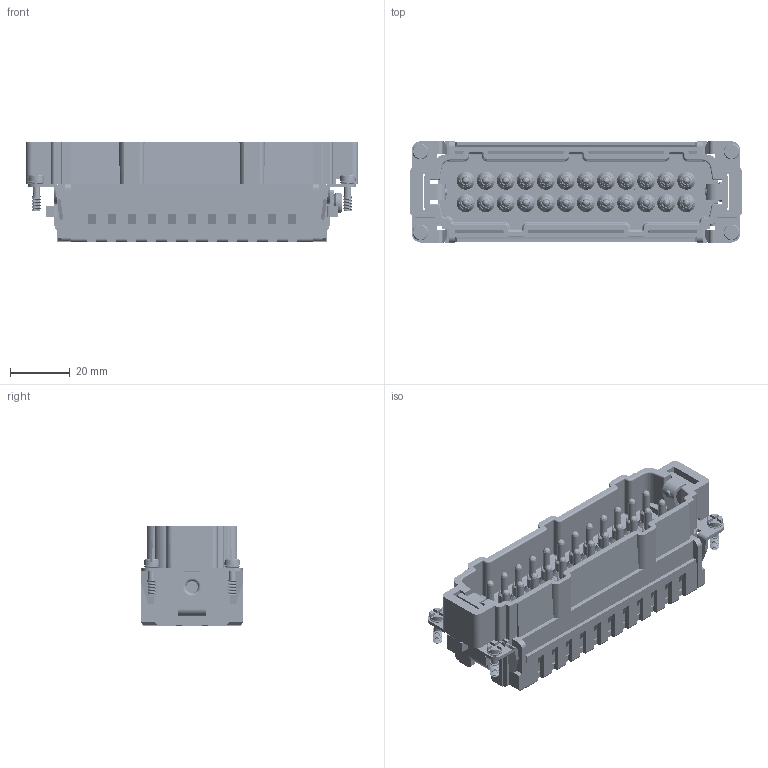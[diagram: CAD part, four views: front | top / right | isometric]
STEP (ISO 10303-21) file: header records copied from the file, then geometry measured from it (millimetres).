
FILE_DESCRIPTION(/* description */ (''),/* implementation_level */ '2;1');
FILE_NAME(/* name */ 'HE-024-MS.stp',/* time_stamp */ '2023-02-09T00:46:57+08:00',/* author */ (''),/* organization */ (''),/* preprocessor_version */ 'ST-DEVELOPER v16',/* originating_system */ 'SIEMENS PLM Software NX 10.0',/* authorisation */ '');
FILE_SCHEMA (('AP203_CONFIGURATION_CONTROLLED_3D_DESIGN_OF_MECHANICAL_PARTS_AND_ASSEMBLIES_MIM_LF { 1 0 10303 403 2 1 2}'));
Products named in the file (1): Admi0A2C26ACrppp
Bounding box: 110.9 x 34 x 33.35 mm (x, y, z)
Surface area: 71256.7 mm2 (no closed solid volume)
Topology: 0 solids, 1 shells, 6859 faces, 22007 edges, 14372 vertices
Faces by surface type: plane 4344, cylinder 1912, cone 249, bspline 234, sphere 60, torus 56, revolution 4
Full cylindrical faces by diameter (mm): 2 x10, 2.4 x4, 2.6 x24, 3 x4, 4 x2, 5 x2, 5.3 x4, 7 x1
Entity records: 263759 total; most frequent: CARTESIAN_POINT 68251, ORIENTED_EDGE 43584, DIRECTION 38820, EDGE_CURVE 21792, LINE 15088, VECTOR 15088, VERTEX_POINT 14290, AXIS2_PLACEMENT_3D 11864
